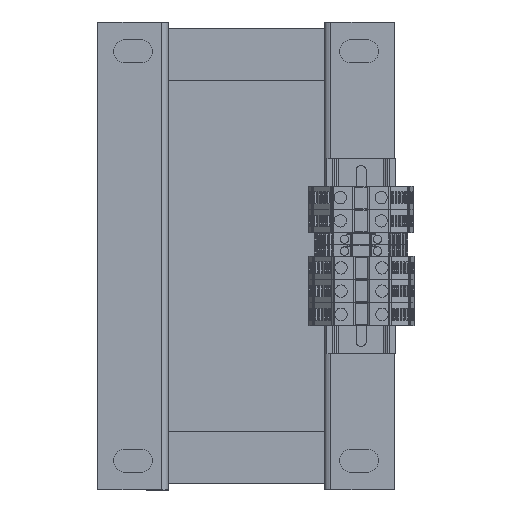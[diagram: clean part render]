
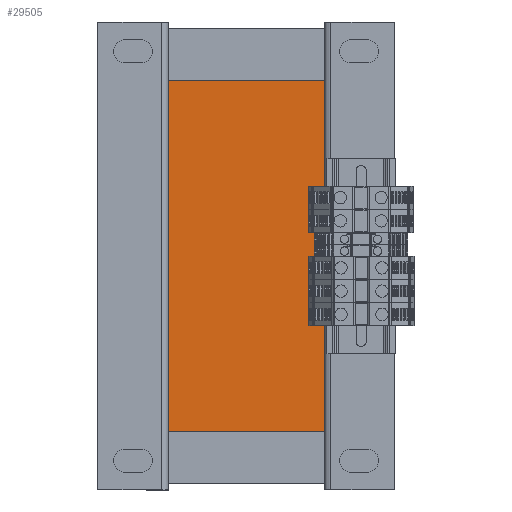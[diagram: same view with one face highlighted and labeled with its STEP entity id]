
A CAD part, left-side view. The second image highlights one B-rep face of the part: STEP entity #29505.
In plain terms, the highlighted planar face has unit normal (-1, 0, 0).
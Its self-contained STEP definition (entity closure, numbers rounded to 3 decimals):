
#3285=FACE_OUTER_BOUND('',#4890,.T.);
#4890=EDGE_LOOP('',(#19955,#19956,#19957,#19958));
#6597=LINE('',#42564,#9754);
#6605=LINE('',#42579,#9762);
#6606=LINE('',#42581,#9763);
#6607=LINE('',#42582,#9764);
#9754=VECTOR('',#34143,10.);
#9762=VECTOR('',#34155,10.);
#9763=VECTOR('',#34158,10.);
#9764=VECTOR('',#34159,10.);
#12911=VERTEX_POINT('',#42561);
#12912=VERTEX_POINT('',#42563);
#12916=VERTEX_POINT('',#42575);
#12917=VERTEX_POINT('',#42577);
#15660=EDGE_CURVE('',#12911,#12912,#6597,.T.);
#15668=EDGE_CURVE('',#12916,#12917,#6605,.T.);
#15669=EDGE_CURVE('',#12911,#12916,#6606,.T.);
#15670=EDGE_CURVE('',#12912,#12917,#6607,.T.);
#19955=ORIENTED_EDGE('',*,*,#15669,.T.);
#19956=ORIENTED_EDGE('',*,*,#15668,.T.);
#19957=ORIENTED_EDGE('',*,*,#15670,.F.);
#19958=ORIENTED_EDGE('',*,*,#15660,.F.);
#28470=PLANE('',#31477);
#29505=ADVANCED_FACE('',(#3285),#28470,.T.);
#31477=AXIS2_PLACEMENT_3D('',#42580,#34156,#34157);
#34143=DIRECTION('',(0.,1.,0.));
#34155=DIRECTION('',(0.,1.,0.));
#34156=DIRECTION('center_axis',(-1.,0.,0.));
#34157=DIRECTION('ref_axis',(0.,0.,1.));
#34158=DIRECTION('',(0.,0.,1.));
#34159=DIRECTION('',(0.,0.,1.));
#42561=CARTESIAN_POINT('',(-300.,0.,0.));
#42563=CARTESIAN_POINT('',(-300.,80.,0.));
#42564=CARTESIAN_POINT('',(-300.,0.,0.));
#42575=CARTESIAN_POINT('',(-300.,0.,180.));
#42577=CARTESIAN_POINT('',(-300.,80.,180.));
#42579=CARTESIAN_POINT('',(-300.,0.,180.));
#42580=CARTESIAN_POINT('Origin',(-300.,0.,0.));
#42581=CARTESIAN_POINT('',(-300.,0.,0.));
#42582=CARTESIAN_POINT('',(-300.,80.,0.));
